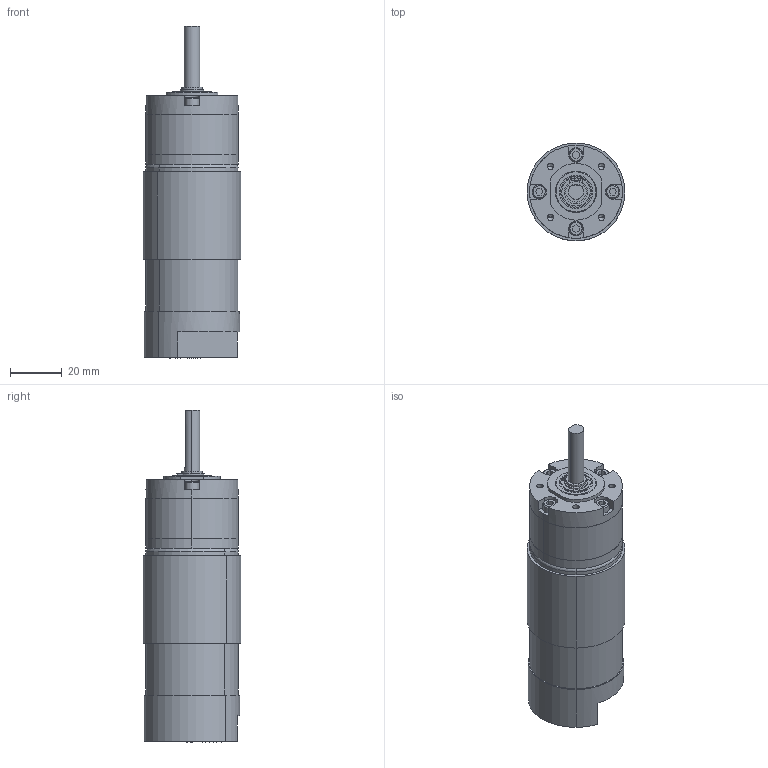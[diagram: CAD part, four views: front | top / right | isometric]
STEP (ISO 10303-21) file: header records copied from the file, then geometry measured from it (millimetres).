
FILE_DESCRIPTION (( 'STEP AP214' ), '1' );
FILE_NAME ('am-5185b NeveRest Orbital 1.0 Gearmotor.STEP', '2023-10-19T21:08:15', ( '' ), ( '' ), 'SwSTEP 2.0', 'SolidWorks 2022', '' );
FILE_SCHEMA (( 'AUTOMOTIVE_DESIGN' ));
Length unit declared in the file: inch
Products named in the file (10): am-5185b NeveRest Orbital 1.0 Gearmotor; NeveRest Orbital 1 Stage Gearbox 6mm D; 97633A150_BLACK-FINISH STEEL EXTERNAL RETAINING RING_97633A150_grv; am-5182 NeveRest Orbital 1-1 Coupler; SHCS M3 x 16mm; NR Orbital 1 Stage Gearbox; 7804K117_STAINLESS STEEL BALL BEARING_7804K117; Shim; am-3104 NeveRest Motor; am-4376 17T 0.5mod NeveRest Orbital Pinion
Assembly tree (12 placements, depth 3):
  am-5185b NeveRest Orbital 1.0 Gearmotor
    NR Orbital 1 Stage Gearbox
      NeveRest Orbital 1 Stage Gearbox 6mm D
      SHCS M3 x 16mm  x4
      7804K117_STAINLESS STEEL BALL BEARING_7804K117
      97633A150_BLACK-FINISH STEEL EXTERNAL RETAINING RING_97633A150_grv
      Shim
    am-3104 NeveRest Motor
    am-4376 17T 0.5mod NeveRest Orbital Pinion
    am-5182 NeveRest Orbital 1-1 Coupler
Bounding box: 37.86 x 37.86 x 128.75 mm (x, y, z)
Volume: 106348.7 mm3; surface area: 23422.3 mm2
Topology: 26 solids, 26 shells, 767 faces, 1994 edges, 1306 vertices
Faces by surface type: cylinder 285, plane 272, bspline 126, cone 48, sphere 24, torus 12
Entity records: 33733 total; most frequent: CARTESIAN_POINT 11565, ORIENTED_EDGE 3592, DIRECTION 3358, EDGE_CURVE 1796, AXIS2_PLACEMENT_3D 1217, VERTEX_POINT 1192, LINE 924, VECTOR 924
